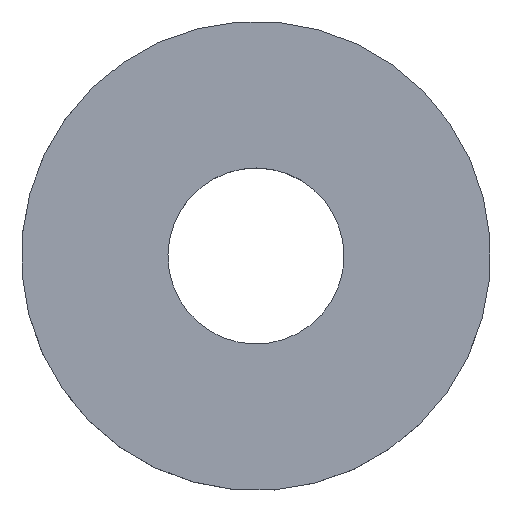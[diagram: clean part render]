
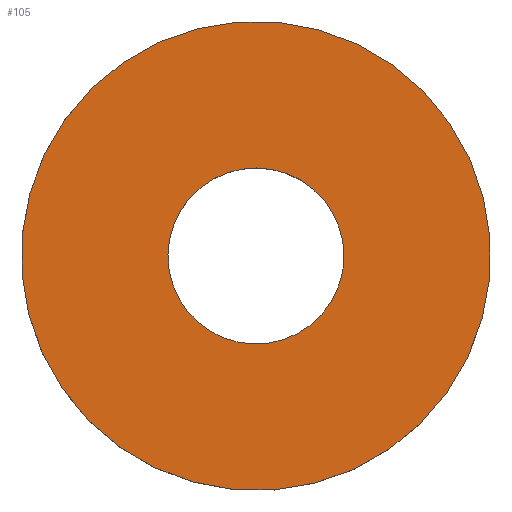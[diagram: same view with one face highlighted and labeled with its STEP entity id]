
A CAD part, top view. The second image highlights one B-rep face of the part: STEP entity #105.
In plain terms, the highlighted planar face has unit normal (0.001, 0.001, 1).
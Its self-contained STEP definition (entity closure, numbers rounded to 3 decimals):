
#21 = EDGE_CURVE('',#22,#22,#24,.T.);
#22 = VERTEX_POINT('',#23);
#23 = CARTESIAN_POINT('',(14.275,14.016,2.963
    ));
#24 = SURFACE_CURVE('',#25,(#30,#42),.PCURVE_S1.);
#25 = CIRCLE('',#26,20.);
#26 = AXIS2_PLACEMENT_3D('',#27,#28,#29);
#27 = CARTESIAN_POINT('',(0.004,0.004,
    3.));
#28 = DIRECTION('',(0.001,0.001,1.)
  );
#29 = DIRECTION('',(0.714,0.701,-0.002));
#30 = PCURVE('',#31,#36);
#31 = CYLINDRICAL_SURFACE('',#32,20.);
#32 = AXIS2_PLACEMENT_3D('',#33,#34,#35);
#33 = CARTESIAN_POINT('',(0.,0.,0.));
#34 = DIRECTION('',(0.001,0.001,1.)
  );
#35 = DIRECTION('',(0.714,0.701,-0.002));
#36 = DEFINITIONAL_REPRESENTATION('',(#37),#41);
#37 = LINE('',#38,#39);
#38 = CARTESIAN_POINT('',(0.,3.));
#39 = VECTOR('',#40,1.);
#40 = DIRECTION('',(1.,0.));
#41 = ( GEOMETRIC_REPRESENTATION_CONTEXT(2) 
PARAMETRIC_REPRESENTATION_CONTEXT() REPRESENTATION_CONTEXT('2D SPACE',''
  ) );
#42 = PCURVE('',#43,#48);
#43 = PLANE('',#44);
#44 = AXIS2_PLACEMENT_3D('',#45,#46,#47);
#45 = CARTESIAN_POINT('',(0.004,0.004,
    3.));
#46 = DIRECTION('',(0.001,0.001,1.)
  );
#47 = DIRECTION('',(0.714,0.701,-0.002));
#48 = DEFINITIONAL_REPRESENTATION('',(#49),#53);
#49 = CIRCLE('',#50,20.);
#50 = AXIS2_PLACEMENT_2D('',#51,#52);
#51 = CARTESIAN_POINT('',(0.,0.));
#52 = DIRECTION('',(1.,0.));
#53 = ( GEOMETRIC_REPRESENTATION_CONTEXT(2) 
PARAMETRIC_REPRESENTATION_CONTEXT() REPRESENTATION_CONTEXT('2D SPACE',''
  ) );
#105 = ADVANCED_FACE('',(#106,#109),#43,.T.);
#106 = FACE_BOUND('',#107,.T.);
#107 = EDGE_LOOP('',(#108));
#108 = ORIENTED_EDGE('',*,*,#21,.T.);
#109 = FACE_BOUND('',#110,.T.);
#110 = EDGE_LOOP('',(#111));
#111 = ORIENTED_EDGE('',*,*,#112,.F.);
#112 = EDGE_CURVE('',#113,#113,#115,.T.);
#113 = VERTEX_POINT('',#114);
#114 = CARTESIAN_POINT('',(7.5,0.,2.991));
#115 = SURFACE_CURVE('',#116,(#121,#128),.PCURVE_S1.);
#116 = ELLIPSE('',#117,7.5,7.5);
#117 = AXIS2_PLACEMENT_3D('',#118,#119,#120);
#118 = CARTESIAN_POINT('',(0.,0.,3.));
#119 = DIRECTION('',(0.001,0.001,1.
    ));
#120 = DIRECTION('',(0.677,0.736,-0.002)
  );
#121 = PCURVE('',#43,#122);
#122 = DEFINITIONAL_REPRESENTATION('',(#123),#127);
#123 = ELLIPSE('',#124,7.5,7.5);
#124 = AXIS2_PLACEMENT_2D('',#125,#126);
#125 = CARTESIAN_POINT('',(-0.005,0.));
#126 = DIRECTION('',(0.999,0.051));
#127 = ( GEOMETRIC_REPRESENTATION_CONTEXT(2) 
PARAMETRIC_REPRESENTATION_CONTEXT() REPRESENTATION_CONTEXT('2D SPACE',''
  ) );
#128 = PCURVE('',#129,#134);
#129 = CYLINDRICAL_SURFACE('',#130,7.5);
#130 = AXIS2_PLACEMENT_3D('',#131,#132,#133);
#131 = CARTESIAN_POINT('',(0.,0.,-5.));
#132 = DIRECTION('',(0.,0.,-1.));
#133 = DIRECTION('',(1.,0.,0.));
#134 = DEFINITIONAL_REPRESENTATION('',(#135),#152);
#135 = B_SPLINE_CURVE_WITH_KNOTS('',8,(#136,#137,#138,#139,#140,#141,
    #142,#143,#144,#145,#146,#147,#148,#149,#150,#151),.UNSPECIFIED.,.F.
  ,.F.,(9,7,9),(5.456,8.598,11.739),
  .UNSPECIFIED.);
#136 = CARTESIAN_POINT('',(0.,-7.991));
#137 = CARTESIAN_POINT('',(-0.393,-7.987));
#138 = CARTESIAN_POINT('',(-0.785,-7.984));
#139 = CARTESIAN_POINT('',(-1.178,-7.985));
#140 = CARTESIAN_POINT('',(-1.571,-7.988));
#141 = CARTESIAN_POINT('',(-1.963,-7.993));
#142 = CARTESIAN_POINT('',(-2.356,-8.));
#143 = CARTESIAN_POINT('',(-2.749,-8.005));
#144 = CARTESIAN_POINT('',(-3.534,-8.013));
#145 = CARTESIAN_POINT('',(-3.927,-8.016));
#146 = CARTESIAN_POINT('',(-4.32,-8.015));
#147 = CARTESIAN_POINT('',(-4.712,-8.012));
#148 = CARTESIAN_POINT('',(-5.105,-8.007));
#149 = CARTESIAN_POINT('',(-5.498,-8.));
#150 = CARTESIAN_POINT('',(-5.89,-7.995));
#151 = CARTESIAN_POINT('',(-6.283,-7.991));
#152 = ( GEOMETRIC_REPRESENTATION_CONTEXT(2) 
PARAMETRIC_REPRESENTATION_CONTEXT() REPRESENTATION_CONTEXT('2D SPACE',''
  ) );
